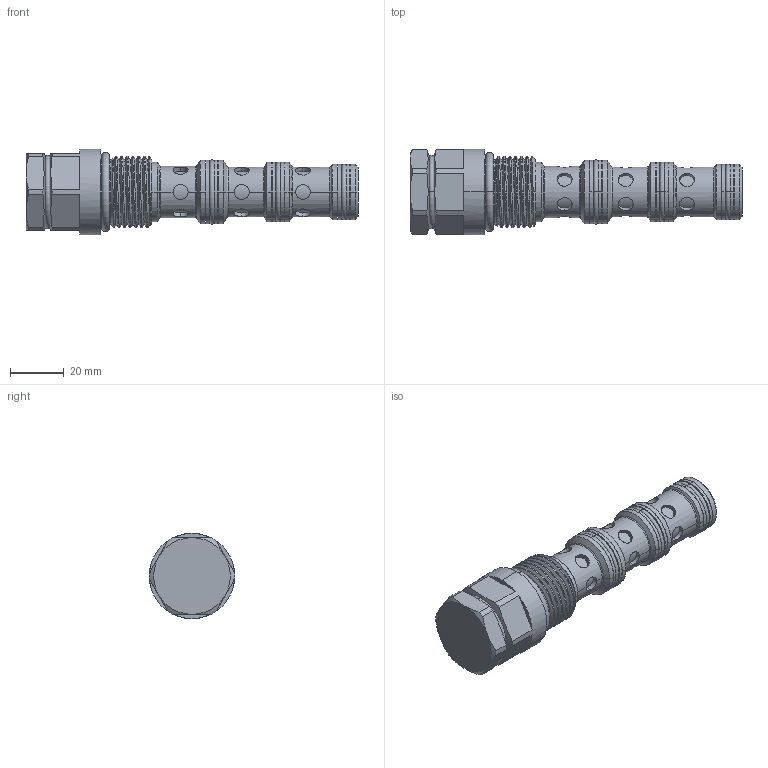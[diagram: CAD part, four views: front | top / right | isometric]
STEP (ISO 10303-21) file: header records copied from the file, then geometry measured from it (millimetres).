
FILE_DESCRIPTION (( 'STEP AP203' ), '1' );
FILE_NAME ('DD12W4S-N.STEP', '2016-05-19T05:13:01', ( '' ), ( '' ), 'SwSTEP 2.0', 'SolidWorks 2012', '' );
FILE_SCHEMA (( 'CONFIG_CONTROL_DESIGN' ));
Length unit declared in the file: millimetre
Products named in the file (1): DD12W4S-N
Bounding box: 123.67 x 31.8 x 31.8 mm (x, y, z)
Volume: 53753.7 mm3; surface area: 15324.3 mm2
Topology: 1 solids, 2 shells, 243 faces, 550 edges, 344 vertices
Faces by surface type: cylinder 140, plane 41, cone 33, torus 26, bspline 3
Entity records: 10710 total; most frequent: CARTESIAN_POINT 5329, DIRECTION 1106, ORIENTED_EDGE 1100, EDGE_CURVE 550, AXIS2_PLACEMENT_3D 465, VERTEX_POINT 344, EDGE_LOOP 276, FACE_OUTER_BOUND 243
